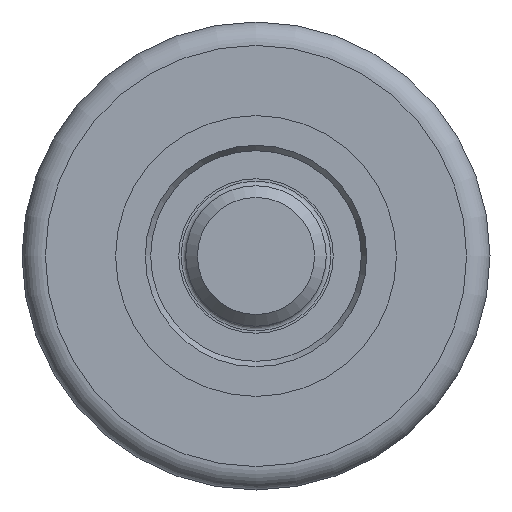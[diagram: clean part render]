
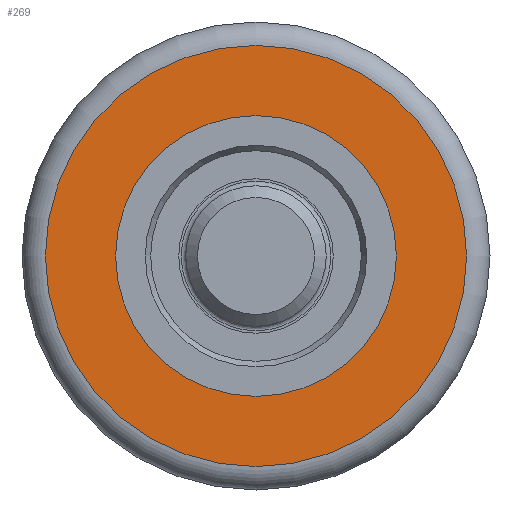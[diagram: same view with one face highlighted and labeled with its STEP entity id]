
A CAD part, left-side view. The second image highlights one B-rep face of the part: STEP entity #269.
In plain terms, the highlighted planar face has unit normal (-1, 0, 0).
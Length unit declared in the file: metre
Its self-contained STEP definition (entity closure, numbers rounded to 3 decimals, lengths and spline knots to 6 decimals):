
#269=ADVANCED_FACE('',(#706,#707),#708,.T.);
#295=EDGE_CURVE('',#746,#746,#747,.T.);
#299=EDGE_CURVE('',#752,#752,#753,.T.);
#706=FACE_OUTER_BOUND('',#1330,.T.);
#707=FACE_BOUND('',#1331,.T.);
#708=PLANE('',#1332);
#746=VERTEX_POINT('',#1383);
#747=CIRCLE('',#1384,0.003);
#752=VERTEX_POINT('',#1391);
#753=CIRCLE('',#1392,0.0045);
#1330=EDGE_LOOP('',(#2117));
#1331=EDGE_LOOP('',(#2118));
#1332=AXIS2_PLACEMENT_3D('',#2119,#2120,#2121);
#1383=CARTESIAN_POINT('',(-0.0115,0.0,0.003));
#1384=AXIS2_PLACEMENT_3D('',#2158,#2159,#2160);
#1391=CARTESIAN_POINT('',(-0.0115,0.0,0.0045));
#1392=AXIS2_PLACEMENT_3D('',#2164,#2165,#2166);
#2117=ORIENTED_EDGE('',*,*,#299,.F.);
#2118=ORIENTED_EDGE('',*,*,#295,.T.);
#2119=CARTESIAN_POINT('',(-0.0115,0.0,0.00225));
#2120=DIRECTION('',(-1.0,0.0,0.));
#2121=DIRECTION('',(0.0,1.0,0.0));
#2158=CARTESIAN_POINT('',(-0.0115,0.0,0.0));
#2159=DIRECTION('',(1.0,0.0,0.));
#2160=DIRECTION('',(0.,0.0,1.0));
#2164=CARTESIAN_POINT('',(-0.0115,0.0,0.0));
#2165=DIRECTION('',(1.0,0.0,-0.0));
#2166=DIRECTION('',(0.0,0.0,1.0));
